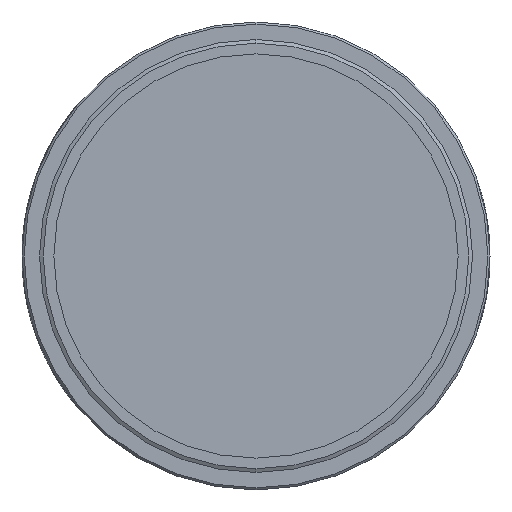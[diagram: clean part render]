
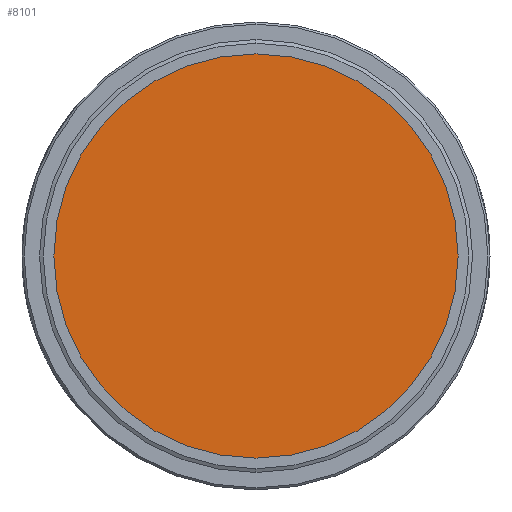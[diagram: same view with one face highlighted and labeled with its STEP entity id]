
A CAD part, left-side view. The second image highlights one B-rep face of the part: STEP entity #8101.
In plain terms, the highlighted planar face has unit normal (-1, 0, 0).
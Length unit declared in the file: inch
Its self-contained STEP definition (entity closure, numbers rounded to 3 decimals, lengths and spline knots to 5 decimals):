
#693 = ORIENTED_EDGE ( 'NONE', *, *, #4128, .F. ) ;
#1855 = CARTESIAN_POINT ( 'NONE',  ( -0.105, 0., 0. ) ) ;
#2012 = AXIS2_PLACEMENT_3D ( 'NONE', #1855, #10401, #3091 ) ;
#2929 = ORIENTED_EDGE ( 'NONE', *, *, #8526, .F. ) ;
#2974 = DIRECTION ( 'NONE',  ( 1., 0., 0. ) ) ;
#3091 = DIRECTION ( 'NONE',  ( 0., 0.017, -1. ) ) ;
#3597 = DIRECTION ( 'NONE',  ( 0., 0.017, -1. ) ) ;
#4128 = EDGE_CURVE ( 'NONE', #15798, #11645, #5071, .T. ) ;
#5071 = CIRCLE ( 'NONE', #2012, 1. ) ;
#5535 = FACE_OUTER_BOUND ( 'NONE', #8842, .T. ) ;
#7016 = CARTESIAN_POINT ( 'NONE',  ( -0.105, 0.01672, -0.99986 ) ) ;
#8101 = ADVANCED_FACE ( 'NONE', ( #5535 ), #9683, .F. ) ;
#8526 = EDGE_CURVE ( 'NONE', #11645, #15798, #15272, .T. ) ;
#8648 = CARTESIAN_POINT ( 'NONE',  ( -0.105, -0.01672, 0.99986 ) ) ;
#8842 = EDGE_LOOP ( 'NONE', ( #2929, #693 ) ) ;
#9504 = AXIS2_PLACEMENT_3D ( 'NONE', #9578, #10916, #3597 ) ;
#9578 = CARTESIAN_POINT ( 'NONE',  ( -0.105, 0., 0. ) ) ;
#9683 = PLANE ( 'NONE',  #9504 ) ;
#10293 = CARTESIAN_POINT ( 'NONE',  ( -0.105, 0., 0. ) ) ;
#10401 = DIRECTION ( 'NONE',  ( 1., 0., 0. ) ) ;
#10916 = DIRECTION ( 'NONE',  ( 1., 0., 0. ) ) ;
#11519 = DIRECTION ( 'NONE',  ( 0., 0.017, -1. ) ) ;
#11645 = VERTEX_POINT ( 'NONE', #7016 ) ;
#15222 = AXIS2_PLACEMENT_3D ( 'NONE', #10293, #2974, #11519 ) ;
#15272 = CIRCLE ( 'NONE', #15222, 1. ) ;
#15798 = VERTEX_POINT ( 'NONE', #8648 ) ;
